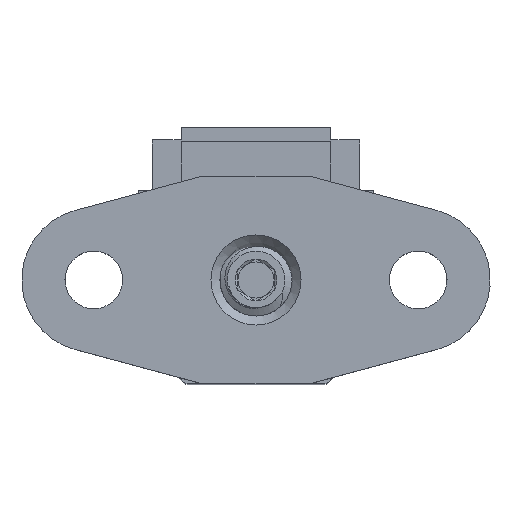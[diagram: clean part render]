
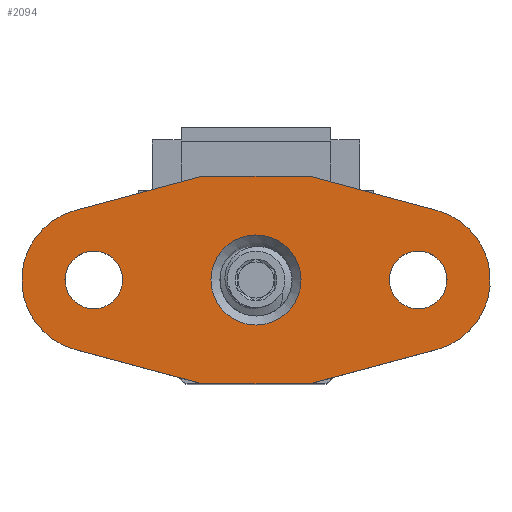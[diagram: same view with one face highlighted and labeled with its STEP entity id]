
A CAD part, top view. The second image highlights one B-rep face of the part: STEP entity #2094.
In plain terms, the highlighted planar face has unit normal (0, 0, 1).
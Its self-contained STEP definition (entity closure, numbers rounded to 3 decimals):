
#48=FACE_BOUND('',#359,.T.);
#49=FACE_BOUND('',#360,.T.);
#50=FACE_BOUND('',#361,.T.);
#90=PLANE('',#2286);
#232=FACE_OUTER_BOUND('',#358,.T.);
#358=EDGE_LOOP('',(#1830,#1831,#1832,#1833,#1834,#1835,#1836,#1837));
#359=EDGE_LOOP('',(#1838));
#360=EDGE_LOOP('',(#1839));
#361=EDGE_LOOP('',(#1840));
#421=CIRCLE('',#2217,2.5);
#445=CIRCLE('',#2269,1.6);
#447=CIRCLE('',#2272,1.6);
#449=CIRCLE('',#2276,4.);
#451=CIRCLE('',#2282,4.);
#622=LINE('',#8459,#767);
#627=LINE('',#8473,#772);
#630=LINE('',#8479,#775);
#633=LINE('',#8485,#778);
#637=LINE('',#8497,#782);
#640=LINE('',#8502,#785);
#767=VECTOR('',#2662,10.);
#772=VECTOR('',#2675,10.);
#775=VECTOR('',#2680,10.);
#778=VECTOR('',#2685,10.);
#782=VECTOR('',#2697,10.);
#785=VECTOR('',#2702,10.);
#936=VERTEX_POINT('',#8088);
#982=VERTEX_POINT('',#8445);
#984=VERTEX_POINT('',#8451);
#986=VERTEX_POINT('',#8457);
#987=VERTEX_POINT('',#8458);
#990=VERTEX_POINT('',#8466);
#992=VERTEX_POINT('',#8472);
#994=VERTEX_POINT('',#8478);
#996=VERTEX_POINT('',#8484);
#998=VERTEX_POINT('',#8490);
#1000=VERTEX_POINT('',#8496);
#1186=EDGE_CURVE('',#936,#936,#421,.T.);
#1261=EDGE_CURVE('',#982,#982,#445,.T.);
#1264=EDGE_CURVE('',#984,#984,#447,.T.);
#1267=EDGE_CURVE('',#986,#987,#622,.T.);
#1271=EDGE_CURVE('',#987,#990,#449,.T.);
#1274=EDGE_CURVE('',#990,#992,#627,.T.);
#1277=EDGE_CURVE('',#992,#994,#630,.T.);
#1280=EDGE_CURVE('',#996,#994,#633,.T.);
#1283=EDGE_CURVE('',#996,#998,#451,.T.);
#1286=EDGE_CURVE('',#1000,#998,#637,.T.);
#1289=EDGE_CURVE('',#1000,#986,#640,.T.);
#1830=ORIENTED_EDGE('',*,*,#1289,.T.);
#1831=ORIENTED_EDGE('',*,*,#1267,.T.);
#1832=ORIENTED_EDGE('',*,*,#1271,.T.);
#1833=ORIENTED_EDGE('',*,*,#1274,.T.);
#1834=ORIENTED_EDGE('',*,*,#1277,.T.);
#1835=ORIENTED_EDGE('',*,*,#1280,.F.);
#1836=ORIENTED_EDGE('',*,*,#1283,.T.);
#1837=ORIENTED_EDGE('',*,*,#1286,.F.);
#1838=ORIENTED_EDGE('',*,*,#1186,.T.);
#1839=ORIENTED_EDGE('',*,*,#1264,.T.);
#1840=ORIENTED_EDGE('',*,*,#1261,.T.);
#2094=ADVANCED_FACE('',(#232,#48,#49,#50),#90,.T.);
#2217=AXIS2_PLACEMENT_3D('',#8090,#2511,#2512);
#2269=AXIS2_PLACEMENT_3D('',#8446,#2648,#2649);
#2272=AXIS2_PLACEMENT_3D('',#8452,#2655,#2656);
#2276=AXIS2_PLACEMENT_3D('',#8467,#2668,#2669);
#2282=AXIS2_PLACEMENT_3D('',#8491,#2690,#2691);
#2286=AXIS2_PLACEMENT_3D('',#8504,#2704,#2705);
#2511=DIRECTION('center_axis',(0.,0.,-1.));
#2512=DIRECTION('ref_axis',(1.,0.,0.));
#2648=DIRECTION('center_axis',(0.,0.,-1.));
#2649=DIRECTION('ref_axis',(1.,0.,0.));
#2655=DIRECTION('center_axis',(0.,0.,-1.));
#2656=DIRECTION('ref_axis',(1.,0.,0.));
#2662=DIRECTION('',(-0.966,-0.259,0.));
#2668=DIRECTION('center_axis',(0.,0.,1.));
#2669=DIRECTION('ref_axis',(-0.259,0.966,0.));
#2675=DIRECTION('',(0.966,-0.259,0.));
#2680=DIRECTION('',(1.,0.,0.));
#2685=DIRECTION('',(-0.966,-0.259,0.));
#2690=DIRECTION('center_axis',(0.,0.,1.));
#2691=DIRECTION('ref_axis',(0.259,-0.966,0.));
#2697=DIRECTION('',(0.966,-0.259,0.));
#2702=DIRECTION('',(-1.,0.,0.));
#2704=DIRECTION('center_axis',(0.,0.,1.));
#2705=DIRECTION('ref_axis',(1.,0.,0.));
#8088=CARTESIAN_POINT('',(-2.5,0.,0.));
#8090=CARTESIAN_POINT('Origin',(0.,0.,0.));
#8445=CARTESIAN_POINT('',(-10.6,0.,0.));
#8446=CARTESIAN_POINT('Origin',(-9.,0.,0.));
#8451=CARTESIAN_POINT('',(7.4,0.,0.));
#8452=CARTESIAN_POINT('Origin',(9.,0.,0.));
#8457=CARTESIAN_POINT('',(-3.,5.75,0.));
#8458=CARTESIAN_POINT('',(-10.036,3.864,0.));
#8459=CARTESIAN_POINT('',(-3.,5.75,0.));
#8466=CARTESIAN_POINT('',(-10.036,-3.864,0.));
#8467=CARTESIAN_POINT('Origin',(-9.,0.,0.));
#8472=CARTESIAN_POINT('',(-3.,-5.75,0.));
#8473=CARTESIAN_POINT('',(-10.036,-3.864,0.));
#8478=CARTESIAN_POINT('',(3.,-5.75,0.));
#8479=CARTESIAN_POINT('',(-3.,-5.75,0.));
#8484=CARTESIAN_POINT('',(10.036,-3.864,0.));
#8485=CARTESIAN_POINT('',(10.036,-3.864,0.));
#8490=CARTESIAN_POINT('',(10.036,3.864,0.));
#8491=CARTESIAN_POINT('Origin',(9.,0.,0.));
#8496=CARTESIAN_POINT('',(3.,5.75,0.));
#8497=CARTESIAN_POINT('',(3.,5.75,0.));
#8502=CARTESIAN_POINT('',(0.,5.75,0.));
#8504=CARTESIAN_POINT('Origin',(0.,0.,0.));
